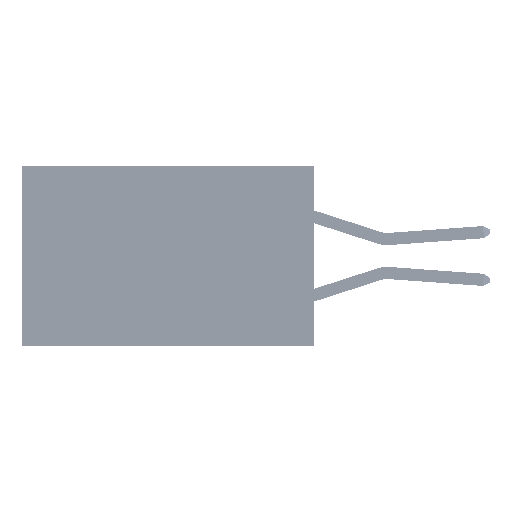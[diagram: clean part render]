
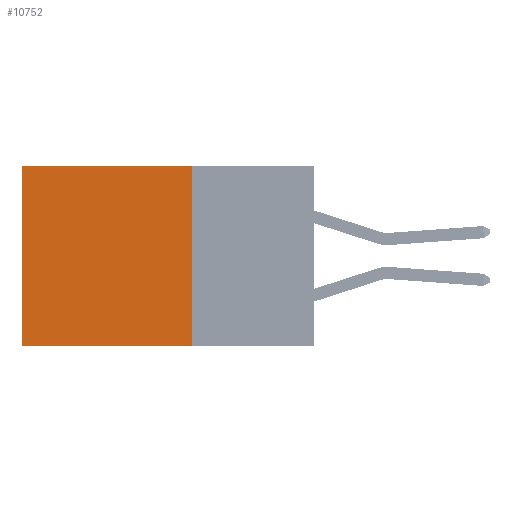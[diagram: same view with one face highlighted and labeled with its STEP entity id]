
A CAD part, left-side view. The second image highlights one B-rep face of the part: STEP entity #10752.
In plain terms, the highlighted planar face has unit normal (-1, 0, 0).
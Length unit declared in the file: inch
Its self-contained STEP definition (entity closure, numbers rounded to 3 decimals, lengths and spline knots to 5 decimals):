
#921 = DIRECTION ( 'NONE',  ( 0., 0., -1. ) ) ;
#4114 = ORIENTED_EDGE ( 'NONE', *, *, #19773, .F. ) ;
#5052 = CARTESIAN_POINT ( 'NONE',  ( 0.2875, 0.25, 0. ) ) ;
#6896 = ORIENTED_EDGE ( 'NONE', *, *, #37815, .T. ) ;
#9076 = VERTEX_POINT ( 'NONE', #37199 ) ;
#10025 = VECTOR ( 'NONE', #41224, 39.37008 ) ;
#10752 = ADVANCED_FACE ( 'NONE', ( #25207 ), #11076, .F. ) ;
#11076 = PLANE ( 'NONE',  #24418 ) ;
#11803 = LINE ( 'NONE', #26868, #10025 ) ;
#11831 = VECTOR ( 'NONE', #41960, 39.37008 ) ;
#13255 = CARTESIAN_POINT ( 'NONE',  ( 0.2875, 0.6, 0. ) ) ;
#15652 = LINE ( 'NONE', #5052, #27894 ) ;
#16985 = ORIENTED_EDGE ( 'NONE', *, *, #21729, .T. ) ;
#19773 = EDGE_CURVE ( 'NONE', #44575, #27690, #15652, .T. ) ;
#19943 = DIRECTION ( 'NONE',  ( 1., 0., 0. ) ) ;
#20432 = CARTESIAN_POINT ( 'NONE',  ( 0.2875, 0.6, 0. ) ) ;
#21729 = EDGE_CURVE ( 'NONE', #44575, #45643, #39369, .T. ) ;
#24418 = AXIS2_PLACEMENT_3D ( 'NONE', #39788, #19943, #921 ) ;
#25207 = FACE_OUTER_BOUND ( 'NONE', #37254, .T. ) ;
#26868 = CARTESIAN_POINT ( 'NONE',  ( 0.2875, 0.25, -0.37 ) ) ;
#27690 = VERTEX_POINT ( 'NONE', #45560 ) ;
#27894 = VECTOR ( 'NONE', #38017, 39.37008 ) ;
#32242 = CARTESIAN_POINT ( 'NONE',  ( 0.2875, 0.25, 0. ) ) ;
#32991 = CARTESIAN_POINT ( 'NONE',  ( 0.2875, 0.25, 0. ) ) ;
#34435 = ORIENTED_EDGE ( 'NONE', *, *, #39437, .F. ) ;
#34696 = LINE ( 'NONE', #13255, #11831 ) ;
#37051 = VECTOR ( 'NONE', #43133, 39.37008 ) ;
#37199 = CARTESIAN_POINT ( 'NONE',  ( 0.2875, 0.6, -0.37 ) ) ;
#37254 = EDGE_LOOP ( 'NONE', ( #6896, #34435, #4114, #16985 ) ) ;
#37815 = EDGE_CURVE ( 'NONE', #45643, #9076, #34696, .T. ) ;
#38017 = DIRECTION ( 'NONE',  ( 0., 0., -1. ) ) ;
#39369 = LINE ( 'NONE', #32991, #37051 ) ;
#39437 = EDGE_CURVE ( 'NONE', #27690, #9076, #11803, .T. ) ;
#39788 = CARTESIAN_POINT ( 'NONE',  ( 0.2875, 0.25, 0. ) ) ;
#41224 = DIRECTION ( 'NONE',  ( 0., 1., 0. ) ) ;
#41960 = DIRECTION ( 'NONE',  ( 0., 0., -1. ) ) ;
#43133 = DIRECTION ( 'NONE',  ( 0., 1., 0. ) ) ;
#44575 = VERTEX_POINT ( 'NONE', #32242 ) ;
#45560 = CARTESIAN_POINT ( 'NONE',  ( 0.2875, 0.25, -0.37 ) ) ;
#45643 = VERTEX_POINT ( 'NONE', #20432 ) ;
